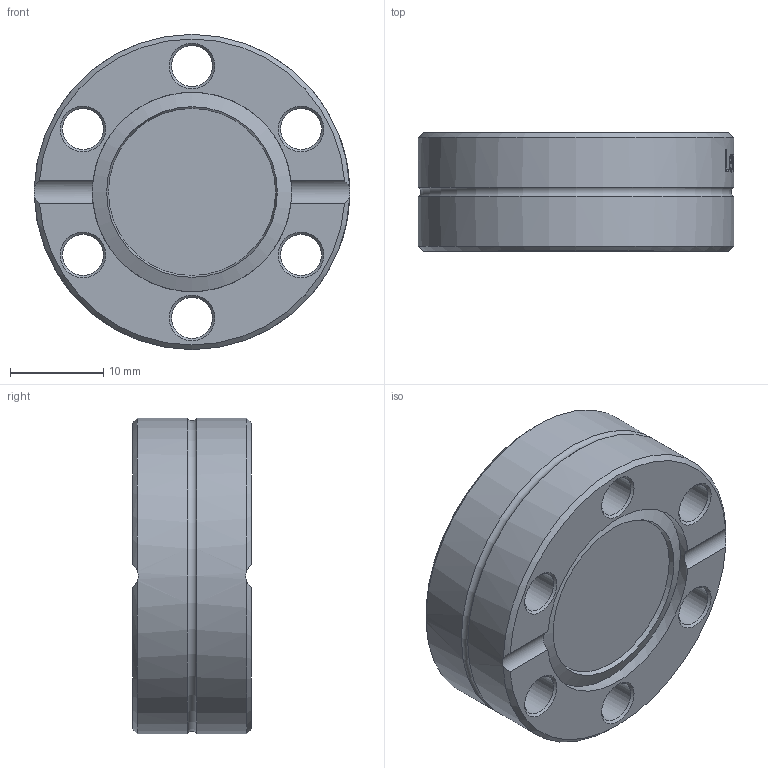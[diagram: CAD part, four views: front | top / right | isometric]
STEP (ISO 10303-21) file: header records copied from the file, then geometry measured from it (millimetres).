
FILE_DESCRIPTION(/* description */ (''),/* implementation_level */ '2;1');
FILE_NAME(/* name */ 'FL-DS16B-12.7.stp',/* time_stamp */ '2018-01-17T15:21:43+00:00',/* author */ ('paul'),/* organization */ (''),/* preprocessor_version */ 'ST-DEVELOPER v16.13',/* originating_system */ 'Autodesk Inventor 2018',/* authorisation */ '');
FILE_SCHEMA (('AUTOMOTIVE_DESIGN { 1 0 10303 214 3 1 1 }'));
Length unit declared in the file: millimetre
Products named in the file (1): FL-DS16B-12.7
Bounding box: 33.8 x 12.7 x 33.8 mm (x, y, z)
Volume: 9367.3 mm3; surface area: 4180.2 mm2
Topology: 1 solids, 1 shells, 132 faces, 356 edges, 234 vertices
Faces by surface type: plane 48, bspline 41, cylinder 22, cone 20, torus 1
Full cylindrical faces by diameter (mm): 4.4 x6, 21.4 x2, 33.8 x2
Entity records: 5352 total; most frequent: CARTESIAN_POINT 2369, ORIENTED_EDGE 638, DIRECTION 507, EDGE_CURVE 319, VERTEX_POINT 224, AXIS2_PLACEMENT_3D 196, EDGE_LOOP 179, FACE_OUTER_BOUND 132
